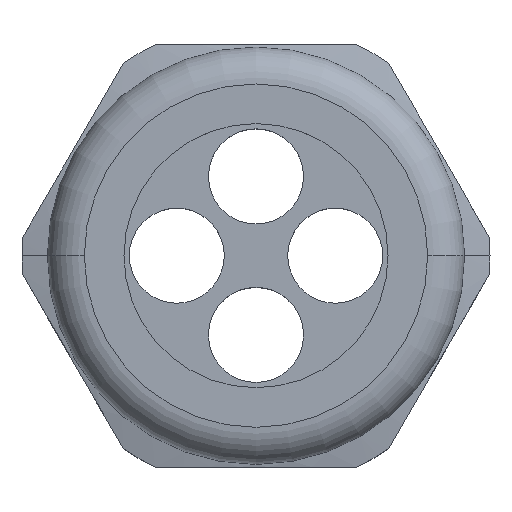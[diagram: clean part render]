
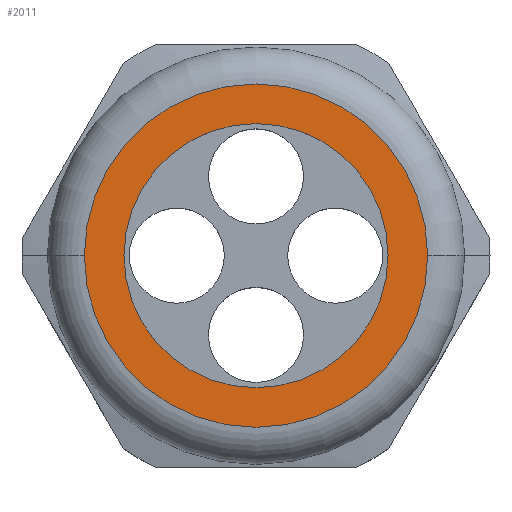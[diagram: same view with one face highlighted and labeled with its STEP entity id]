
A CAD part, top view. The second image highlights one B-rep face of the part: STEP entity #2011.
In plain terms, the highlighted planar face has unit normal (0, 0, 1).
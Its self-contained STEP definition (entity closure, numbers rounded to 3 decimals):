
#11 = CIRCLE ( 'NONE', #86, 12.5 ) ;
#86 = AXIS2_PLACEMENT_3D ( 'NONE', #471, #472, #473 ) ;
#87 = AXIS2_PLACEMENT_3D ( 'NONE', #462, #463, #464 ) ;
#111 = FACE_OUTER_BOUND ( 'NONE', #1132, .T. ) ;
#112 = FACE_BOUND ( 'NONE', #1131, .T. ) ;
#356 = PLANE ( 'NONE',  #1681 ) ;
#357 = CARTESIAN_POINT ( 'NONE',  ( 0., 0., 38. ) ) ;
#358 = DIRECTION ( 'NONE',  ( 0., 0., 1. ) ) ;
#359 = DIRECTION ( 'NONE',  ( 1., 0., 0. ) ) ;
#462 = CARTESIAN_POINT ( 'NONE',  ( 0., 0., 38. ) ) ;
#463 = DIRECTION ( 'NONE',  ( 0., 0., 1. ) ) ;
#464 = DIRECTION ( 'NONE',  ( 1., 0., 0. ) ) ;
#471 = CARTESIAN_POINT ( 'NONE',  ( 0., 0., 38. ) ) ;
#472 = DIRECTION ( 'NONE',  ( 0., 0., 1. ) ) ;
#473 = DIRECTION ( 'NONE',  ( 1., 0., 0. ) ) ;
#700 = CARTESIAN_POINT ( 'NONE',  ( 16.25, 0., 38. ) ) ;
#701 = CARTESIAN_POINT ( 'NONE',  ( -16.25, 0., 38. ) ) ;
#704 = CARTESIAN_POINT ( 'NONE',  ( 12.5, 0., 38. ) ) ;
#705 = CARTESIAN_POINT ( 'NONE',  ( -12.5, 0., 38. ) ) ;
#842 = ORIENTED_EDGE ( 'NONE', *, *, #1349, .T. ) ;
#843 = ORIENTED_EDGE ( 'NONE', *, *, #2041, .F. ) ;
#845 = ORIENTED_EDGE ( 'NONE', *, *, #1350, .F. ) ;
#846 = ORIENTED_EDGE ( 'NONE', *, *, #2038, .T. ) ;
#996 = VERTEX_POINT ( 'NONE', #705 ) ;
#997 = VERTEX_POINT ( 'NONE', #704 ) ;
#1000 = VERTEX_POINT ( 'NONE', #701 ) ;
#1001 = VERTEX_POINT ( 'NONE', #700 ) ;
#1131 = EDGE_LOOP ( 'NONE', ( #845, #843 ) ) ;
#1132 = EDGE_LOOP ( 'NONE', ( #846, #842 ) ) ;
#1296 = CIRCLE ( 'NONE', #1832, 12.5 ) ;
#1297 = CIRCLE ( 'NONE', #1833, 16.25 ) ;
#1349 = EDGE_CURVE ( 'NONE', #1000, #1001, #1297, .T. ) ;
#1350 = EDGE_CURVE ( 'NONE', #997, #996, #1296, .T. ) ;
#1398 = CIRCLE ( 'NONE', #87, 16.25 ) ;
#1654 = DIRECTION ( 'NONE',  ( 1., 0., 0. ) ) ;
#1655 = DIRECTION ( 'NONE',  ( 0., 0., 1. ) ) ;
#1656 = CARTESIAN_POINT ( 'NONE',  ( 0., 0., 38. ) ) ;
#1657 = DIRECTION ( 'NONE',  ( 1., 0., 0. ) ) ;
#1658 = DIRECTION ( 'NONE',  ( 0., 0., 1. ) ) ;
#1659 = CARTESIAN_POINT ( 'NONE',  ( 0., 0., 38. ) ) ;
#1681 = AXIS2_PLACEMENT_3D ( 'NONE', #357, #358, #359 ) ;
#1832 = AXIS2_PLACEMENT_3D ( 'NONE', #1656, #1655, #1654 ) ;
#1833 = AXIS2_PLACEMENT_3D ( 'NONE', #1659, #1658, #1657 ) ;
#2011 = ADVANCED_FACE ( 'NONE', ( #112, #111 ), #356, .T. ) ;
#2038 = EDGE_CURVE ( 'NONE', #1001, #1000, #1398, .T. ) ;
#2041 = EDGE_CURVE ( 'NONE', #996, #997, #11, .T. ) ;
